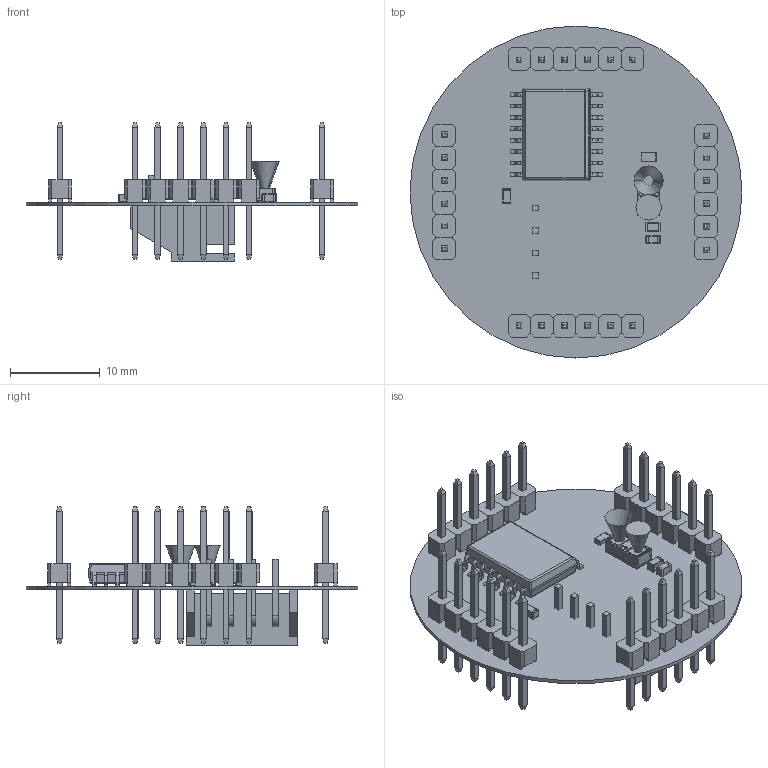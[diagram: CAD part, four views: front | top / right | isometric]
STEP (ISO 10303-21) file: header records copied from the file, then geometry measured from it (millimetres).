
FILE_DESCRIPTION(('Open CASCADE Model'),'2;1');
FILE_NAME('Open CASCADE Shape Model','2025-10-28T13:06:43',('Author'),( 'Open CASCADE'),'Open CASCADE STEP processor 7.5','Open CASCADE 7.5' ,'Unknown');
FILE_SCHEMA(('AUTOMOTIVE_DESIGN { 1 0 10303 214 1 1 1 1 }'));
Length unit declared in the file: millimetre
Products named in the file (43): PCB; Board; Open CASCADE STEP translator 7.5 1.1.1; J5; 7071894864; RANGER_DECK1; S4B-XH-A; J7; 6644983552; J3; 7071894304; J1; 7071895264; R2; 7004272144; Mid_Body; Terminal; Open CASCADE STEP translator 6.8 15.2.1; Mark; IC3; 7004272624; VL53L1 Module outline; VL53L1 Exclusion cones; IC2; 7071894624; BODY-SOIC; LEAD-DW0016; C4; 7006652160; Open CASCADE STEP translator 6.8 6.1.1; Open CASCADE STEP translator 6.8 6.1.2; Open CASCADE STEP translator 6.8 6.2.1; C5; CAPC1608X95N EIA 0603; C2; 6644984752
Assembly tree (58 placements, depth 5):
  PCB
    Board
      Open CASCADE STEP translator 7.5 1.1.1
    J5
      7071894864
    RANGER_DECK1
      S4B-XH-A
    J7
      6644983552
    J3
      7071894304
    J1
      7071895264
    R2
      7004272144
        Mid_Body
        Terminal  x2
          Open CASCADE STEP translator 6.8 15.2.1
        Mark
    IC3
      7004272624
        VL53L1 Module outline
        VL53L1 Exclusion cones
    IC2
      7071894624
        BODY-SOIC
        LEAD-DW0016  x16
    C4
      7006652160
        Terminal
          Open CASCADE STEP translator 6.8 6.1.1
          Open CASCADE STEP translator 6.8 6.1.2
        Mid_Body
          Open CASCADE STEP translator 6.8 6.2.1
    C5
      CAPC1608X95N EIA 0603
    C2
      6644984752
        Terminal
          Open CASCADE STEP translator 6.8 6.1.1
          Open CASCADE STEP translator 6.8 6.1.2
        Mid_Body
          Open CASCADE STEP translator 6.8 6.2.1
Bounding box: 37 x 37 x 15.41 mm (x, y, z)
Volume: 1399.9 mm3; surface area: 5283 mm2
Topology: 78 solids, 101 shells, 1843 faces, 4705 edges, 3027 vertices
Faces by surface type: plane 1561, cylinder 203, sphere 40, bspline 31, cone 8
Full cylindrical faces by diameter (mm): 37 x1
Entity records: 60365 total; most frequent: CARTESIAN_POINT 10617, ORIENTED_EDGE 7864, DIRECTION 7588, EDGE_CURVE 4107, LINE 3722, VECTOR 3722, VERTEX_POINT 2651, AXIS2_PLACEMENT_3D 1933
